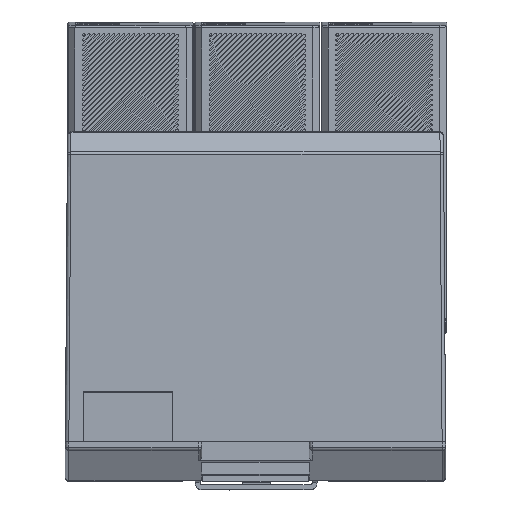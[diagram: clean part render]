
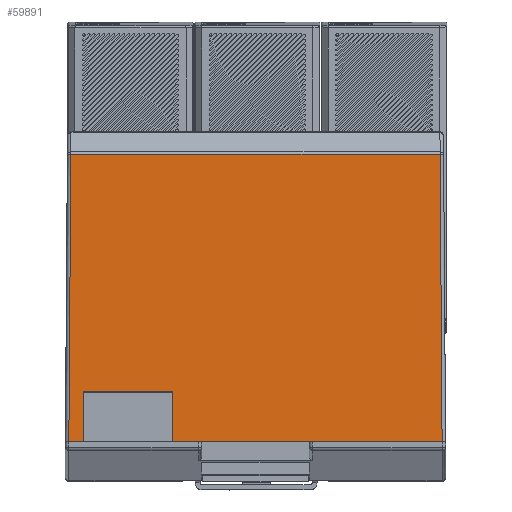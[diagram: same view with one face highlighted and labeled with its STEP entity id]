
A CAD part, top view. The second image highlights one B-rep face of the part: STEP entity #59891.
In plain terms, the highlighted face is planar.
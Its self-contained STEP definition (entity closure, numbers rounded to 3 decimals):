
#51681=DIRECTION('',(0.,-0.007,-1.));
#51682=VECTOR('',#51681,7.05);
#51683=CARTESIAN_POINT('',(-11.75,-44.951,-0.95));
#51684=LINE('',#51683,#51682);
#51702=DIRECTION('',(-1.,0.,0.));
#51703=VECTOR('',#51702,2.051);
#51704=CARTESIAN_POINT('',(-24.45,-45.,-8.));
#51705=LINE('',#51704,#51703);
#51709=DIRECTION('',(0.007,0.007,1.));
#51710=VECTOR('',#51709,40.796);
#51711=CARTESIAN_POINT('',(-26.501,-45.,
-8.));
#51712=LINE('',#51711,#51710);
#51716=DIRECTION('',(1.,0.,0.));
#51717=VECTOR('',#51716,52.432);
#51718=CARTESIAN_POINT('',(-26.216,-44.715,
32.794));
#51719=LINE('',#51718,#51717);
#51723=DIRECTION('',(0.007,-0.007,-1.));
#51724=VECTOR('',#51723,40.796);
#51725=CARTESIAN_POINT('',(26.216,-44.715,
32.794));
#51726=LINE('',#51725,#51724);
#51730=DIRECTION('',(-1.,0.,0.));
#51731=VECTOR('',#51730,38.251);
#51732=CARTESIAN_POINT('',(26.501,-45.,
-8.));
#51733=LINE('',#51732,#51731);
#51737=DIRECTION('',(0.,0.003,1.));
#51738=VECTOR('',#51737,0.05);
#51739=CARTESIAN_POINT('',(-11.75,-44.951,-0.95));
#51740=LINE('',#51739,#51738);
#51758=DIRECTION('',(0.,0.007,1.));
#51759=VECTOR('',#51758,7.05);
#51760=CARTESIAN_POINT('',(-24.45,-45.,-8.));
#51761=LINE('',#51760,#51759);
#52003=DIRECTION('',(1.,0.,0.));
#52004=VECTOR('',#52003,12.7);
#52005=CARTESIAN_POINT('',(-24.45,-44.95,-0.9));
#52006=LINE('',#52005,#52004);
#52010=DIRECTION('',(0.,0.003,1.));
#52011=VECTOR('',#52010,0.05);
#52012=CARTESIAN_POINT('',(-24.45,-44.951,-0.95));
#52013=LINE('',#52012,#52011);
#56594=CARTESIAN_POINT('',(-11.75,-44.951,-0.95));
#56595=VERTEX_POINT('',#56594);
#56596=CARTESIAN_POINT('',(-24.45,-44.951,-0.95));
#56597=VERTEX_POINT('',#56596);
#56598=CARTESIAN_POINT('',(-11.75,-45.,-8.));
#56599=VERTEX_POINT('',#56598);
#56600=CARTESIAN_POINT('',(-24.45,-45.,-8.));
#56601=VERTEX_POINT('',#56600);
#56602=CARTESIAN_POINT('',(-26.501,-45.,
-8.));
#56603=VERTEX_POINT('',#56602);
#56604=CARTESIAN_POINT('',(-26.216,-44.715,
32.794));
#56605=VERTEX_POINT('',#56604);
#56606=CARTESIAN_POINT('',(26.216,-44.715,
32.794));
#56607=VERTEX_POINT('',#56606);
#56608=CARTESIAN_POINT('',(26.501,-45.,
-8.));
#56609=VERTEX_POINT('',#56608);
#56610=CARTESIAN_POINT('',(-11.75,-44.95,-0.9));
#56611=VERTEX_POINT('',#56610);
#56612=CARTESIAN_POINT('',(-24.45,-44.95,-0.9));
#56613=VERTEX_POINT('',#56612);
#59865=CARTESIAN_POINT('',(-28.366,-45.,-8.));
#59866=DIRECTION('',(0.,-1.,0.007));
#59867=DIRECTION('',(-1.,0.,0.));
#59868=AXIS2_PLACEMENT_3D('',#59865,#59866,#59867);
#59869=PLANE('',#59868);
#59871=ORIENTED_EDGE('',*,*,#59870,.F.);
#59873=ORIENTED_EDGE('',*,*,#59872,.T.);
#59875=ORIENTED_EDGE('',*,*,#59874,.T.);
#59877=ORIENTED_EDGE('',*,*,#59876,.T.);
#59879=ORIENTED_EDGE('',*,*,#59878,.T.);
#59881=ORIENTED_EDGE('',*,*,#59880,.T.);
#59882=ORIENTED_EDGE('',*,*,#59857,.F.);
#59884=ORIENTED_EDGE('',*,*,#59883,.T.);
#59886=ORIENTED_EDGE('',*,*,#59885,.F.);
#59888=ORIENTED_EDGE('',*,*,#59887,.F.);
#59889=EDGE_LOOP('',(#59871,#59873,#59875,#59877,#59879,#59881,#59882,#59884,
#59886,#59888));
#59890=FACE_OUTER_BOUND('',#59889,.F.);
#59857=EDGE_CURVE('',#56595,#56599,#51684,.T.);
#59870=EDGE_CURVE('',#56601,#56597,#51761,.T.);
#59872=EDGE_CURVE('',#56601,#56603,#51705,.T.);
#59874=EDGE_CURVE('',#56603,#56605,#51712,.T.);
#59876=EDGE_CURVE('',#56605,#56607,#51719,.T.);
#59878=EDGE_CURVE('',#56607,#56609,#51726,.T.);
#59880=EDGE_CURVE('',#56609,#56599,#51733,.T.);
#59883=EDGE_CURVE('',#56595,#56611,#51740,.T.);
#59885=EDGE_CURVE('',#56613,#56611,#52006,.T.);
#59887=EDGE_CURVE('',#56597,#56613,#52013,.T.);
#59891=ADVANCED_FACE('',(#59890),#59869,.T.);
